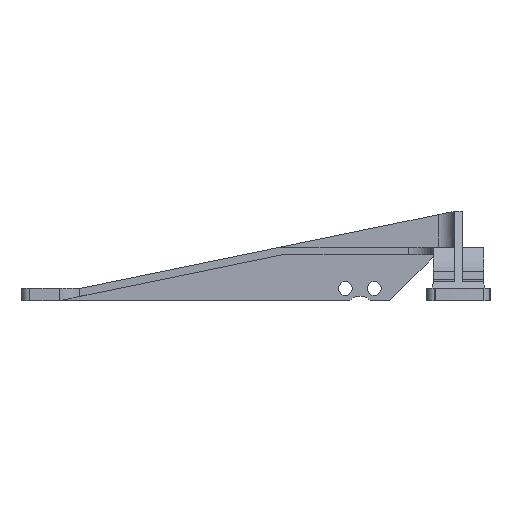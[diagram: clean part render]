
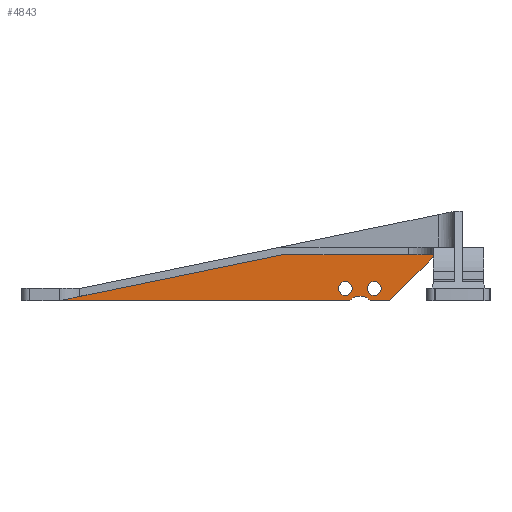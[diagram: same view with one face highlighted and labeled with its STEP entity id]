
A CAD part, left-side view. The second image highlights one B-rep face of the part: STEP entity #4843.
In plain terms, the highlighted planar face has unit normal (-1, 0, 0).
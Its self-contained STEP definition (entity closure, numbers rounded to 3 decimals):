
#4432=CARTESIAN_POINT('POINT290',(294.113,
   81.375,4.154));
#4433=VERTEX_POINT('VERTEX290',#4432);
#4440=CARTESIAN_POINT('POINT291',(294.113,
   81.375,15.283));
#4441=VERTEX_POINT('VERTEX291',#4440);
#4442=CARTESIAN_POINT('POS478',(294.113,
   81.375,9.719));
#4443=DIRECTION('DIR710',(-1.,0.,0.));
#4444=DIRECTION('DIR711',(0.,1.,
   0.));
#4445=AXIS2_PLACEMENT_3D('AXIS233',#4442,#4443,#4444);
#4446=CIRCLE('ELLIPSE117',#4445,5.565);
#4447=EDGE_CURVE('EDGE428',#4433,#4441,#4446,.T.);
#4480=CARTESIAN_POINT('POINT294',(294.113,
   86.94,9.719));
#4481=VERTEX_POINT('VERTEX294',#4480);
#4482=EDGE_CURVE('EDGE433',#4441,#4481,#4446,.T.);
#4484=EDGE_CURVE('EDGE434',#4481,#4433,#4446,.T.);
#4491=CARTESIAN_POINT('POINT296',(294.113,
   104.47,4.154));
#4492=VERTEX_POINT('VERTEX296',#4491);
#4499=CARTESIAN_POINT('POINT297',(294.113,
   104.47,15.283));
#4500=VERTEX_POINT('VERTEX297',#4499);
#4501=CARTESIAN_POINT('POS483',(294.113,
   104.47,9.719));
#4502=DIRECTION('DIR718',(-1.,0.,0.));
#4503=DIRECTION('DIR719',(0.,1.,
   0.));
#4504=AXIS2_PLACEMENT_3D('AXIS236',#4501,#4502,#4503);
#4505=CIRCLE('ELLIPSE119',#4504,5.565);
#4506=EDGE_CURVE('EDGE436',#4492,#4500,#4505,.T.);
#4539=CARTESIAN_POINT('POINT300',(294.113,
   110.035,9.719));
#4540=VERTEX_POINT('VERTEX300',#4539);
#4541=EDGE_CURVE('EDGE441',#4500,#4540,#4505,.T.);
#4543=EDGE_CURVE('EDGE442',#4540,#4492,#4505,.T.);
#4548=CARTESIAN_POINT('POINT301',(294.113,
   156.434,36.389));
#4549=VERTEX_POINT('VERTEX301',#4548);
#4556=CARTESIAN_POINT('POINT302',(294.113,
   154.557,36.58));
#4557=VERTEX_POINT('VERTEX302',#4556);
#4558=CARTESIAN_POINT('POS488',(294.113,
   154.557,27.28));
#4559=DIRECTION('DIR726',(1.,0.,0.));
#4560=DIRECTION('DIR727',(0.,0.101,
   0.995));
#4561=AXIS2_PLACEMENT_3D('AXIS239',#4558,#4559,#4560);
#4562=CIRCLE('ELLIPSE121',#4561,9.3);
#4563=EDGE_CURVE('EDGE444',#4549,#4557,#4562,.T.);
#4599=CARTESIAN_POINT('POINT304',(294.113,
   32.674,36.58));
#4600=VERTEX_POINT('VERTEX304',#4599);
#4601=CARTESIAN_POINT('POS492',(294.113,0.,
   36.58));
#4602=DIRECTION('DIR732',(0.,-1.,0.));
#4603=VECTOR('VEC252',#4602,1.);
#4604=LINE('STRAIGHT252',#4601,#4603);
#4605=EDGE_CURVE('EDGE447',#4557,#4600,#4604,.T.);
#4646=CARTESIAN_POINT('POINT306',(294.113,
   69.254,0.));
#4647=VERTEX_POINT('VERTEX306',#4646);
#4648=CARTESIAN_POINT('POS496',(294.113,
   34.627,34.627));
#4649=DIRECTION('DIR737',(0.,-0.707,
   0.707));
#4650=VECTOR('VEC255',#4649,1.);
#4651=LINE('STRAIGHT255',#4648,#4650);
#4652=EDGE_CURVE('EDGE450',#4647,#4600,#4651,.T.);
#4672=CARTESIAN_POINT('POINT307',(294.113,
   333.08,0.));
#4673=VERTEX_POINT('VERTEX307',#4672);
#4680=CARTESIAN_POINT('POS500',(294.113,
   13.559,65.821));
#4681=DIRECTION('DIR742',(0.,0.979,
   -0.202));
#4682=VECTOR('VEC258',#4681,1.);
#4683=LINE('STRAIGHT258',#4680,#4682);
#4684=EDGE_CURVE('EDGE453',#4549,#4673,#4683,.T.);
#4696=CARTESIAN_POINT('POINT309',(294.113,
   84.666,0.));
#4697=VERTEX_POINT('VERTEX309',#4696);
#4711=CARTESIAN_POINT('POS504',(294.113,0.,0.)
   );
#4712=DIRECTION('DIR747',(0.,-1.,0.));
#4713=VECTOR('VEC261',#4712,1.);
#4714=LINE('STRAIGHT261',#4711,#4713);
#4715=EDGE_CURVE('EDGE456',#4697,#4647,#4714,.T.);
#4767=CARTESIAN_POINT('POINT312',(294.113,
   101.179,0.));
#4768=VERTEX_POINT('VERTEX312',#4767);
#4769=CARTESIAN_POINT('POS509',(294.113,0.,0.)
   );
#4770=DIRECTION('DIR755',(0.,-1.,0.));
#4771=VECTOR('VEC263',#4770,1.);
#4772=LINE('STRAIGHT263',#4769,#4771);
#4773=EDGE_CURVE('EDGE460',#4673,#4768,#4772,.T.);
#4809=ORIENTED_EDGE('COEDGE907',*,*,#4684,.T.);
#4810=ORIENTED_EDGE('COEDGE908',*,*,#4773,.T.);
#4811=CARTESIAN_POINT('POINT313',(294.113,
   92.923,3.55));
#4812=VERTEX_POINT('VERTEX313',#4811);
#4813=CARTESIAN_POINT('POS512',(294.113,
   92.923,-7.828));
#4814=DIRECTION('DIR759',(1.,0.,0.));
#4815=DIRECTION('DIR760',(0.,0.,1.));
#4816=AXIS2_PLACEMENT_3D('AXIS248',#4813,#4814,#4815);
#4817=CIRCLE('ELLIPSE123',#4816,11.377);
#4818=EDGE_CURVE('EDGE462',#4768,#4812,#4817,.T.);
#4819=ORIENTED_EDGE('COEDGE909',*,*,#4818,.T.);
#4820=EDGE_CURVE('EDGE463',#4812,#4697,#4817,.T.);
#4821=ORIENTED_EDGE('COEDGE910',*,*,#4820,.T.);
#4822=ORIENTED_EDGE('COEDGE911',*,*,#4715,.T.);
#4823=ORIENTED_EDGE('COEDGE912',*,*,#4652,.T.);
#4824=ORIENTED_EDGE('COEDGE913',*,*,#4605,.F.);
#4825=ORIENTED_EDGE('COEDGE914',*,*,#4563,.F.);
#4826=EDGE_LOOP('NONE',(#4809,#4810,#4819,#4821,#4822,#4823,#4824,#4825)
   );
#4827=FACE_BOUND('LOOP1',#4826,.T.);
#4828=ORIENTED_EDGE('COEDGE915',*,*,#4543,.F.);
#4829=ORIENTED_EDGE('COEDGE916',*,*,#4541,.F.);
#4830=ORIENTED_EDGE('COEDGE917',*,*,#4506,.F.);
#4831=EDGE_LOOP('NONE',(#4828,#4829,#4830));
#4832=FACE_BOUND('LOOP1',#4831,.T.);
#4833=ORIENTED_EDGE('COEDGE918',*,*,#4484,.F.);
#4834=ORIENTED_EDGE('COEDGE919',*,*,#4482,.F.);
#4835=ORIENTED_EDGE('COEDGE920',*,*,#4447,.F.);
#4836=EDGE_LOOP('NONE',(#4833,#4834,#4835));
#4837=FACE_BOUND('LOOP1',#4836,.T.);
#4838=CARTESIAN_POINT('POS513',(294.113,0.,0.)
   );
#4839=DIRECTION('DIR761',(1.,0.,0.));
#4840=DIRECTION('DIR762',(0.,1.,0.));
#4841=AXIS2_PLACEMENT_3D('AXIS249',#4838,#4839,#4840);
#4842=PLANE('PLANE69',#4841);
#4843=ADVANCED_FACE('FACE155',(#4827,#4832,#4837),#4842,.F.);
